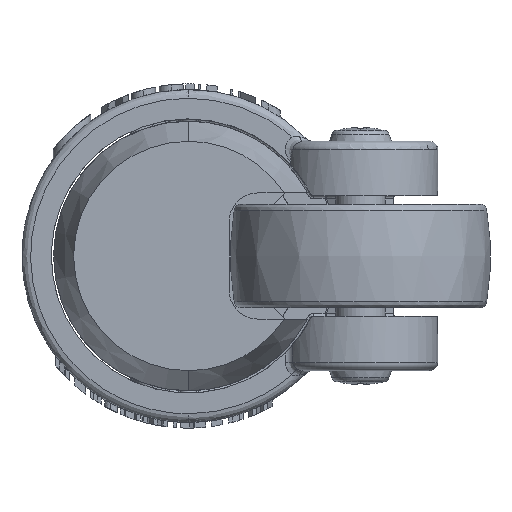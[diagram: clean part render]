
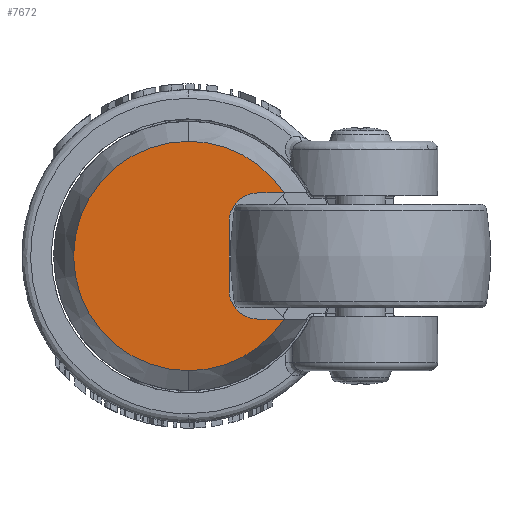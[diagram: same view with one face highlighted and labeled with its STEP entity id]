
A CAD part, front view. The second image highlights one B-rep face of the part: STEP entity #7672.
In plain terms, the highlighted planar face has unit normal (0, -1, 0).
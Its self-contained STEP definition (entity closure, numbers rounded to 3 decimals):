
#116 = CARTESIAN_POINT ( 'NONE',  ( -23.471, -28.309, 0. ) ) ;
#299 = CARTESIAN_POINT ( 'NONE',  ( -11.346, -28.309, -6. ) ) ;
#627 = VERTEX_POINT ( 'NONE', #28831 ) ;
#847 = AXIS2_PLACEMENT_3D ( 'NONE', #17891, #4953, #29441 ) ;
#1156 = CIRCLE ( 'NONE', #26238, 5. ) ;
#1356 = DIRECTION ( 'NONE',  ( 0., 0., 1. ) ) ;
#1419 = VECTOR ( 'NONE', #1356, 1000. ) ;
#1821 = CARTESIAN_POINT ( 'NONE',  ( -11.346, -28.309, 6. ) ) ;
#2197 = VERTEX_POINT ( 'NONE', #19713 ) ;
#2446 = DIRECTION ( 'NONE',  ( 0., 0., -1. ) ) ;
#3028 = VERTEX_POINT ( 'NONE', #5549 ) ;
#3082 = LINE ( 'NONE', #10416, #25259 ) ;
#3335 = EDGE_LOOP ( 'NONE', ( #16442, #26700, #19117, #7066, #6317, #10850, #23626, #15479 ) ) ;
#3680 = CARTESIAN_POINT ( 'NONE',  ( -11.346, -28.309, 11. ) ) ;
#4953 = DIRECTION ( 'NONE',  ( 0., 1., 0. ) ) ;
#5447 = DIRECTION ( 'NONE',  ( 0., 1., 0. ) ) ;
#5549 = CARTESIAN_POINT ( 'NONE',  ( -6.768, -28.309, 11. ) ) ;
#6052 = DIRECTION ( 'NONE',  ( 1., 0., 0. ) ) ;
#6317 = ORIENTED_EDGE ( 'NONE', *, *, #17418, .T. ) ;
#6391 = VERTEX_POINT ( 'NONE', #3680 ) ;
#7066 = ORIENTED_EDGE ( 'NONE', *, *, #20467, .T. ) ;
#7514 = DIRECTION ( 'NONE',  ( 0., 0., -1. ) ) ;
#7672 = ADVANCED_FACE ( 'NONE', ( #11856 ), #31564, .T. ) ;
#7843 = CIRCLE ( 'NONE', #11403, 5. ) ;
#7870 = CARTESIAN_POINT ( 'NONE',  ( -6.768, -28.309, -11. ) ) ;
#8699 = EDGE_CURVE ( 'NONE', #3028, #28590, #27490, .T. ) ;
#9312 = CARTESIAN_POINT ( 'NONE',  ( -23.471, -28.309, 0. ) ) ;
#9624 = DIRECTION ( 'NONE',  ( 0., -1., 0. ) ) ;
#9895 = DIRECTION ( 'NONE',  ( 0., -1., 0. ) ) ;
#10326 = CARTESIAN_POINT ( 'NONE',  ( -11.346, -28.309, -11. ) ) ;
#10416 = CARTESIAN_POINT ( 'NONE',  ( -6.768, -28.309, -11. ) ) ;
#10429 = CIRCLE ( 'NONE', #14513, 20. ) ;
#10850 = ORIENTED_EDGE ( 'NONE', *, *, #20868, .T. ) ;
#11403 = AXIS2_PLACEMENT_3D ( 'NONE', #1821, #13835, #25864 ) ;
#11621 = AXIS2_PLACEMENT_3D ( 'NONE', #116, #9895, #25593 ) ;
#11856 = FACE_OUTER_BOUND ( 'NONE', #3335, .T. ) ;
#13071 = CARTESIAN_POINT ( 'NONE',  ( -16.346, -28.309, -6. ) ) ;
#13565 = CARTESIAN_POINT ( 'NONE',  ( -11.346, -28.309, 11. ) ) ;
#13835 = DIRECTION ( 'NONE',  ( 0., 1., 0. ) ) ;
#14513 = AXIS2_PLACEMENT_3D ( 'NONE', #9312, #24392, #2446 ) ;
#15059 = DIRECTION ( 'NONE',  ( -1., 0., 0. ) ) ;
#15195 = CARTESIAN_POINT ( 'NONE',  ( -23.471, -28.309, -20. ) ) ;
#15479 = ORIENTED_EDGE ( 'NONE', *, *, #8699, .T. ) ;
#16442 = ORIENTED_EDGE ( 'NONE', *, *, #19836, .F. ) ;
#16859 = VERTEX_POINT ( 'NONE', #15195 ) ;
#17418 = EDGE_CURVE ( 'NONE', #627, #2197, #23321, .T. ) ;
#17891 = CARTESIAN_POINT ( 'NONE',  ( -23.471, -28.309, 0. ) ) ;
#19117 = ORIENTED_EDGE ( 'NONE', *, *, #21906, .T. ) ;
#19209 = CARTESIAN_POINT ( 'NONE',  ( -23.471, -28.309, 20. ) ) ;
#19425 = EDGE_CURVE ( 'NONE', #6391, #3028, #27840, .T. ) ;
#19713 = CARTESIAN_POINT ( 'NONE',  ( -16.346, -28.309, 6. ) ) ;
#19836 = EDGE_CURVE ( 'NONE', #16859, #28590, #10429, .T. ) ;
#20467 = EDGE_CURVE ( 'NONE', #26707, #627, #1156, .T. ) ;
#20868 = EDGE_CURVE ( 'NONE', #2197, #6391, #7843, .T. ) ;
#21149 = CARTESIAN_POINT ( 'NONE',  ( -43.691, -28.309, 20.24 ) ) ;
#21313 = DIRECTION ( 'NONE',  ( 0., 0., -1. ) ) ;
#21906 = EDGE_CURVE ( 'NONE', #24635, #26707, #3082, .T. ) ;
#22212 = VECTOR ( 'NONE', #6052, 1000. ) ;
#23321 = LINE ( 'NONE', #13071, #1419 ) ;
#23626 = ORIENTED_EDGE ( 'NONE', *, *, #19425, .T. ) ;
#24392 = DIRECTION ( 'NONE',  ( 0., 1., 0. ) ) ;
#24635 = VERTEX_POINT ( 'NONE', #7870 ) ;
#25259 = VECTOR ( 'NONE', #15059, 1000. ) ;
#25456 = AXIS2_PLACEMENT_3D ( 'NONE', #21149, #9624, #21313 ) ;
#25593 = DIRECTION ( 'NONE',  ( 0.835, 0., 0.55 ) ) ;
#25864 = DIRECTION ( 'NONE',  ( -1., 0., 0. ) ) ;
#26238 = AXIS2_PLACEMENT_3D ( 'NONE', #299, #5447, #7514 ) ;
#26315 = EDGE_CURVE ( 'NONE', #24635, #16859, #31508, .T. ) ;
#26700 = ORIENTED_EDGE ( 'NONE', *, *, #26315, .F. ) ;
#26707 = VERTEX_POINT ( 'NONE', #10326 ) ;
#27490 = CIRCLE ( 'NONE', #11621, 20. ) ;
#27840 = LINE ( 'NONE', #13565, #22212 ) ;
#28590 = VERTEX_POINT ( 'NONE', #19209 ) ;
#28831 = CARTESIAN_POINT ( 'NONE',  ( -16.346, -28.309, -6. ) ) ;
#29441 = DIRECTION ( 'NONE',  ( 0.835, 0., -0.55 ) ) ;
#31508 = CIRCLE ( 'NONE', #847, 20. ) ;
#31564 = PLANE ( 'NONE',  #25456 ) ;
